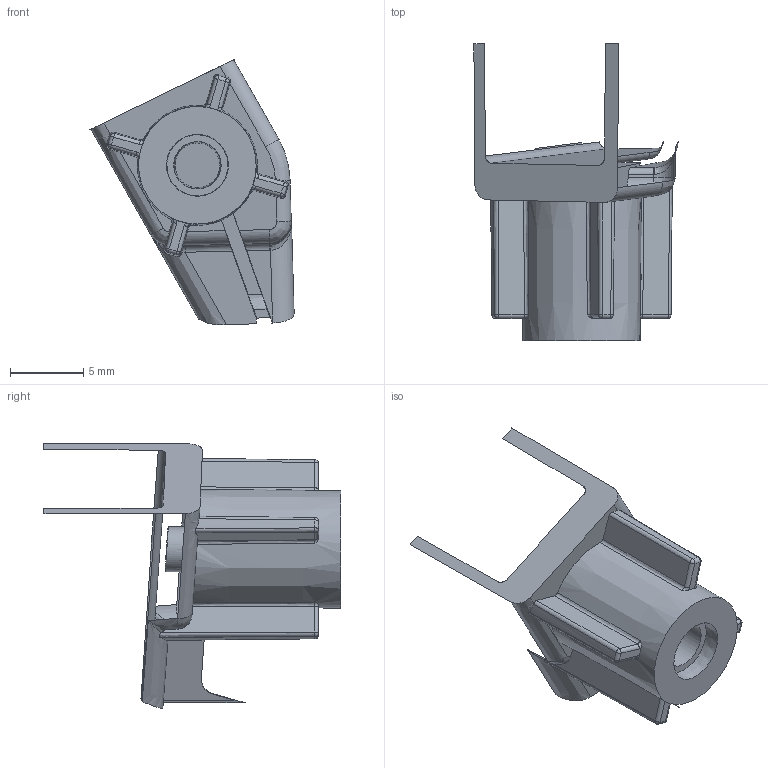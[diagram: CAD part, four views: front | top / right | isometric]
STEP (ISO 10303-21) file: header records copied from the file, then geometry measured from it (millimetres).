
FILE_DESCRIPTION(('Open CASCADE Model'),'2;1');
FILE_NAME('Open CASCADE Shape Model','2025-10-21T21:37:35',('Author'),( 'Open CASCADE'),'Open CASCADE STEP processor 7.7','Open CASCADE 7.7' ,'Unknown');
FILE_SCHEMA(('AUTOMOTIVE_DESIGN { 1 0 10303 214 1 1 1 1 }'));
Length unit declared in the file: millimetre
Products named in the file (105): Open CASCADE STEP translator 7.7 43; Open CASCADE STEP translator 7.7 43.1; Open CASCADE STEP translator 7.7 43.2; Open CASCADE STEP translator 7.7 43.3; Open CASCADE STEP translator 7.7 43.4; Open CASCADE STEP translator 7.7 43.5; Open CASCADE STEP translator 7.7 43.6; Open CASCADE STEP translator 7.7 43.7; Open CASCADE STEP translator 7.7 43.8; Open CASCADE STEP translator 7.7 43.9; Open CASCADE STEP translator 7.7 43.10; Open CASCADE STEP translator 7.7 43.11; Open CASCADE STEP translator 7.7 43.12; Open CASCADE STEP translator 7.7 43.13; Open CASCADE STEP translator 7.7 43.14; Open CASCADE STEP translator 7.7 43.15; Open CASCADE STEP translator 7.7 43.16; Open CASCADE STEP translator 7.7 43.17; Open CASCADE STEP translator 7.7 43.18; Open CASCADE STEP translator 7.7 43.19; Open CASCADE STEP translator 7.7 43.20; Open CASCADE STEP translator 7.7 43.21; Open CASCADE STEP translator 7.7 43.22; Open CASCADE STEP translator 7.7 43.23; Open CASCADE STEP translator 7.7 43.24; Open CASCADE STEP translator 7.7 43.25; Open CASCADE STEP translator 7.7 43.26; Open CASCADE STEP translator 7.7 43.27; Open CASCADE STEP translator 7.7 43.28; Open CASCADE STEP translator 7.7 43.29; Open CASCADE STEP translator 7.7 43.30; Open CASCADE STEP translator 7.7 43.31; Open CASCADE STEP translator 7.7 43.32; Open CASCADE STEP translator 7.7 43.33; Open CASCADE STEP translator 7.7 43.34; Open CASCADE STEP translator 7.7 43.35; Open CASCADE STEP translator 7.7 43.36; Open CASCADE STEP translator 7.7 43.37; Open CASCADE STEP translator 7.7 43.38; Open CASCADE STEP translator 7.7 43.39 ...
Assembly tree (104 placements, depth 2):
  Open CASCADE STEP translator 7.7 43
    Open CASCADE STEP translator 7.7 43.1
    Open CASCADE STEP translator 7.7 43.2
    Open CASCADE STEP translator 7.7 43.3
    Open CASCADE STEP translator 7.7 43.4
    Open CASCADE STEP translator 7.7 43.5
    Open CASCADE STEP translator 7.7 43.6
    Open CASCADE STEP translator 7.7 43.7
    Open CASCADE STEP translator 7.7 43.8
    Open CASCADE STEP translator 7.7 43.9
    Open CASCADE STEP translator 7.7 43.10
    Open CASCADE STEP translator 7.7 43.11
    Open CASCADE STEP translator 7.7 43.12
    Open CASCADE STEP translator 7.7 43.13
    Open CASCADE STEP translator 7.7 43.14
    Open CASCADE STEP translator 7.7 43.15
    Open CASCADE STEP translator 7.7 43.16
    Open CASCADE STEP translator 7.7 43.17
    Open CASCADE STEP translator 7.7 43.18
    Open CASCADE STEP translator 7.7 43.19
    Open CASCADE STEP translator 7.7 43.20
    Open CASCADE STEP translator 7.7 43.21
    Open CASCADE STEP translator 7.7 43.22
    Open CASCADE STEP translator 7.7 43.23
    Open CASCADE STEP translator 7.7 43.24
    Open CASCADE STEP translator 7.7 43.25
    Open CASCADE STEP translator 7.7 43.26
    Open CASCADE STEP translator 7.7 43.27
    Open CASCADE STEP translator 7.7 43.28
    Open CASCADE STEP translator 7.7 43.29
    Open CASCADE STEP translator 7.7 43.30
    Open CASCADE STEP translator 7.7 43.31
    Open CASCADE STEP translator 7.7 43.32
    Open CASCADE STEP translator 7.7 43.33
    Open CASCADE STEP translator 7.7 43.34
    Open CASCADE STEP translator 7.7 43.35
    Open CASCADE STEP translator 7.7 43.36
    Open CASCADE STEP translator 7.7 43.37
    Open CASCADE STEP translator 7.7 43.38
    Open CASCADE STEP translator 7.7 43.39
    Open CASCADE STEP translator 7.7 43.40
    Open CASCADE STEP translator 7.7 43.41
    Open CASCADE STEP translator 7.7 43.42
    Open CASCADE STEP translator 7.7 43.43
    Open CASCADE STEP translator 7.7 43.44
    Open CASCADE STEP translator 7.7 43.45
    Open CASCADE STEP translator 7.7 43.46
    Open CASCADE STEP translator 7.7 43.47
    Open CASCADE STEP translator 7.7 43.48
    Open CASCADE STEP translator 7.7 43.49
    Open CASCADE STEP translator 7.7 43.50
    Open CASCADE STEP translator 7.7 43.51
    Open CASCADE STEP translator 7.7 43.52
    Open CASCADE STEP translator 7.7 43.53
    Open CASCADE STEP translator 7.7 43.54
    Open CASCADE STEP translator 7.7 43.55
    Open CASCADE STEP translator 7.7 43.56
    Open CASCADE STEP translator 7.7 43.57
    Open CASCADE STEP translator 7.7 43.58
    Open CASCADE STEP translator 7.7 43.59
Bounding box: 13.92 x 20.24 x 18.11 mm (x, y, z)
Surface area: 908.7 mm2 (no closed solid volume)
Topology: 0 solids, 104 shells, 104 faces, 529 edges, 515 vertices
Faces by surface type: bspline 42, plane 26, cylinder 18, sphere 8, cone 6, torus 4
Entity records: 14582 total; most frequent: CARTESIAN_POINT 6907, DIRECTION 900, B_SPLINE_CURVE_WITH_KNOTS 611, ORIENTED_EDGE 523, PCURVE 523, DEFINITIONAL_REPRESENTATION 523, EDGE_CURVE 519, VERTEX_POINT 515
